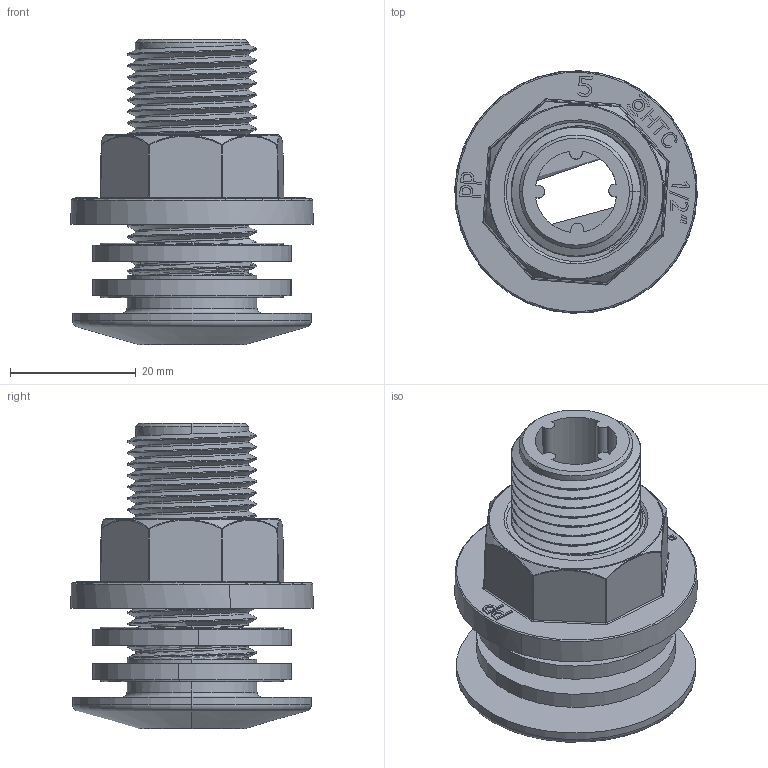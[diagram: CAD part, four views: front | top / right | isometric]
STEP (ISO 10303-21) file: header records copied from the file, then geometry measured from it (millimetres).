
FILE_DESCRIPTION (( 'STEP AP214' ), '1' );
FILE_NAME ('蚾饜极 1-2.STEP', '2025-07-08T05:33:43', ( '' ), ( '' ), 'SwSTEP 2.0', 'SolidWorks 2023', '' );
FILE_SCHEMA (( 'AUTOMOTIVE_DESIGN' ));
Length unit declared in the file: millimetre
Products named in the file (4): 装配体 1-2; 2023-081  1-2; 1-2; 2023-100=1-2
Assembly tree (4 placements, depth 2):
  装配体 1-2
    1-2
    2023-081  1-2  x2
    2023-100=1-2
Bounding box: 38.55 x 38.55 x 48.5 mm (x, y, z)
Volume: 19377.2 mm3; surface area: 16212.4 mm2
Topology: 4 solids, 4 shells, 434 faces, 1090 edges, 697 vertices
Faces by surface type: plane 136, cylinder 120, bspline 117, cone 35, torus 26
Entity records: 24193 total; most frequent: CARTESIAN_POINT 15477, ORIENTED_EDGE 2084, DIRECTION 1345, EDGE_CURVE 1042, VERTEX_POINT 669, AXIS2_PLACEMENT_3D 503, EDGE_LOOP 447, B_SPLINE_CURVE_WITH_KNOTS 416
